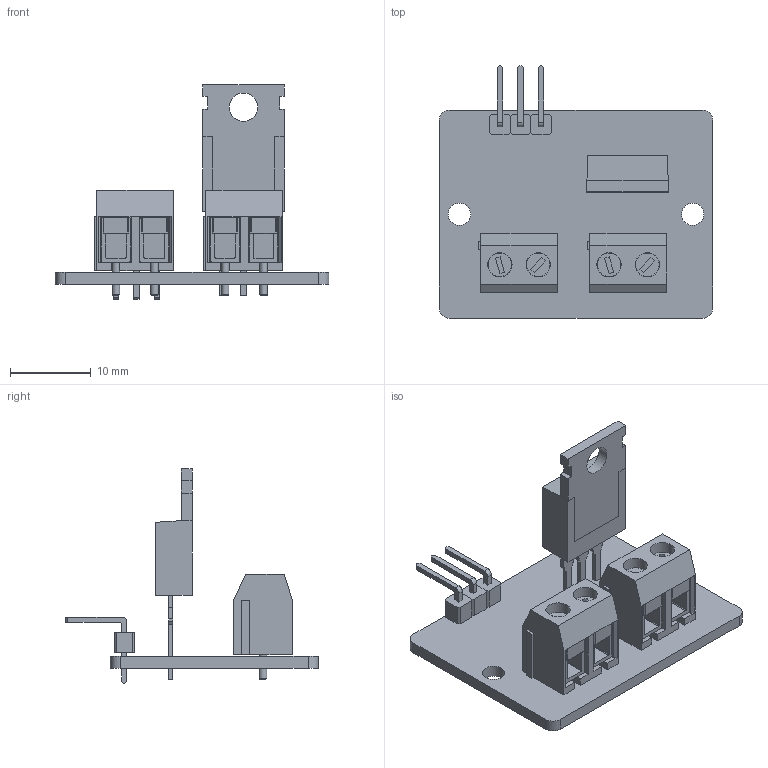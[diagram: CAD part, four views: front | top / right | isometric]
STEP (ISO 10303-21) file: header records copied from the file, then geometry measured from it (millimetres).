
FILE_DESCRIPTION(/* description */ (''),/* implementation_level */ '2;1');
FILE_NAME(/* name */ 'MosfetBoard v6.step',/* time_stamp */ '2022-11-16T20:23:52-07:00',/* author */ (''),/* organization */ (''),/* preprocessor_version */ 'ST-DEVELOPER v19.2',/* originating_system */ 'Autodesk Translation Framework v11.17.0.187',/* authorisation */ '');
FILE_SCHEMA (('AUTOMOTIVE_DESIGN { 1 0 10303 214 3 1 1 }'));
Length unit declared in the file: inch
Products named in the file (8): MosfetBoard; Terminal Screw; FQP30N06L MOSFET With Leads; FQP30N06L MOSFET With Leads_1; Header_Body; Header_Body_1; Header_Body_2; Pin
Assembly tree (10 placements, depth 3):
  MosfetBoard
    Terminal Screw  x2
    FQP30N06L MOSFET With Leads
      FQP30N06L MOSFET With Leads_1
    Header_Body
      Pin
    Header_Body_1
      Pin
    Header_Body_2
      Pin
Bounding box: 33.83 x 31.25 x 26.49 mm (x, y, z)
Volume: 2769.5 mm3; surface area: 5110.5 mm2
Topology: 10 solids, 10 shells, 730 faces, 1946 edges, 1278 vertices
Faces by surface type: plane 454, bspline 180, cylinder 84, sphere 8, cone 4
Full cylindrical faces by diameter (mm): 0.6 x2, 0.61 x3, 0.95 x4, 1 x1, 1.5 x1, 2.76 x1, 2.769 x1, 2.9 x4, 3 x4, 3.5 x1
Entity records: 20215 total; most frequent: CARTESIAN_POINT 6258, ORIENTED_EDGE 3124, DIRECTION 2146, EDGE_CURVE 1562, LINE 1102, VECTOR 1102, VERTEX_POINT 1034, EDGE_LOOP 646
